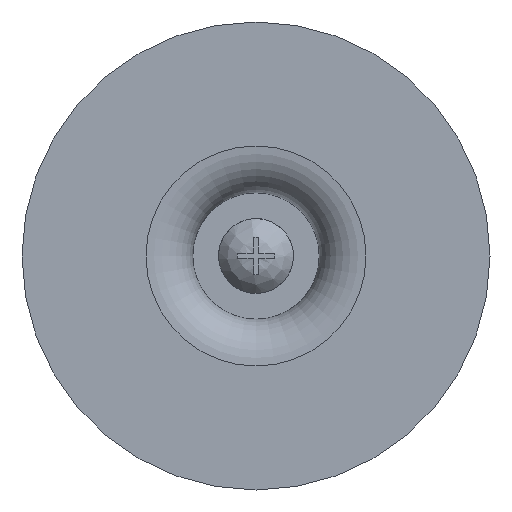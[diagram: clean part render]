
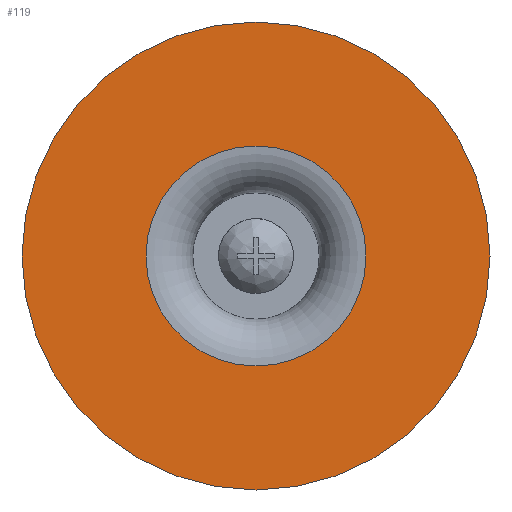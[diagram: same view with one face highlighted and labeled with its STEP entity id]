
A CAD part, front view. The second image highlights one B-rep face of the part: STEP entity #119.
In plain terms, the highlighted planar face has unit normal (0, -1, 0).
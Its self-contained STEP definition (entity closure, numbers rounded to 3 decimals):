
#119 = ADVANCED_FACE( '', ( #257, #258 ), #259, .F. );
#257 = FACE_BOUND( '', #412, .T. );
#258 = FACE_OUTER_BOUND( '', #413, .T. );
#259 = PLANE( '', #414 );
#412 = EDGE_LOOP( '', ( #701 ) );
#413 = EDGE_LOOP( '', ( #702 ) );
#414 = AXIS2_PLACEMENT_3D( '', #703, #704, #705 );
#701 = ORIENTED_EDGE( '', *, *, #961, .F. );
#702 = ORIENTED_EDGE( '', *, *, #964, .T. );
#703 = CARTESIAN_POINT( '', ( 25., 0., 0. ) );
#704 = DIRECTION( '', ( 0., 1., 0. ) );
#705 = DIRECTION( '', ( 0., 0., 1. ) );
#961 = EDGE_CURVE( '', #1147, #1147, #1148, .T. );
#964 = EDGE_CURVE( '', #1152, #1152, #1153, .T. );
#1147 = VERTEX_POINT( '', #1481 );
#1148 = CIRCLE( '', #1482, 11.75 );
#1152 = VERTEX_POINT( '', #1486 );
#1153 = CIRCLE( '', #1487, 25. );
#1481 = CARTESIAN_POINT( '', ( 0., 0., -11.75 ) );
#1482 = AXIS2_PLACEMENT_3D( '', #1659, #1660, #1661 );
#1486 = CARTESIAN_POINT( '', ( 0., 0., -25. ) );
#1487 = AXIS2_PLACEMENT_3D( '', #1665, #1666, #1667 );
#1659 = CARTESIAN_POINT( '', ( 0., 0., 0. ) );
#1660 = DIRECTION( '', ( 0., -1., 0. ) );
#1661 = DIRECTION( '', ( 0., 0., -1. ) );
#1665 = CARTESIAN_POINT( '', ( 0., 0., 0. ) );
#1666 = DIRECTION( '', ( 0., -1., 0. ) );
#1667 = DIRECTION( '', ( 0., 0., -1. ) );
